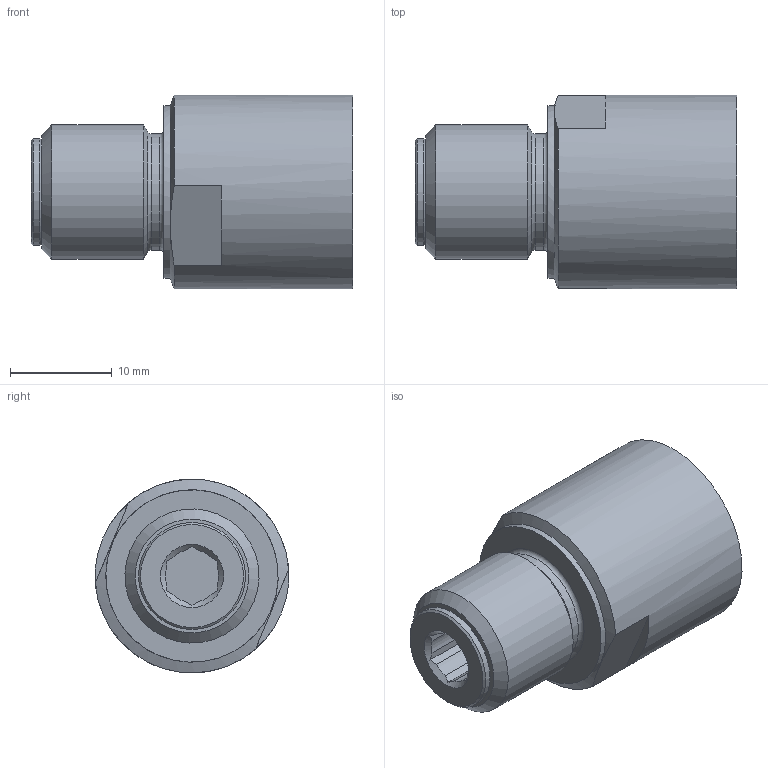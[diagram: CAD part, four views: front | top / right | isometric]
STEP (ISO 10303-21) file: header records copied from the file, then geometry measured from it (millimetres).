
FILE_DESCRIPTION(/* description */ ('Unknown'),/* implementation_level */ '2;1');
FILE_NAME(/* name */ '200032604_Chemieansaugfilter_m_RSV_o_PN_2024_11_18',/* time_stamp */ '2024-11-18T11:26:44+01:00',/* author */ ('Unknown'),/* organization */ ('Unknown'),/* preprocessor_version */ 'ST-DEVELOPER v18.104',/* originating_system */ 'Solid Edge',/* authorisation */ 'Unknown');
FILE_SCHEMA (('AUTOMOTIVE_DESIGN {1 0 10303 214 3 1 1}'));
Length unit declared in the file: millimetre
Products named in the file (1): 200032604_Chemieansaugfilter_m_RSV_o_PN_2024_11_18
Bounding box: 31.5 x 18.98 x 18.99 mm (x, y, z)
Volume: 6165.4 mm3; surface area: 2792.4 mm2
Topology: 1 solids, 1 shells, 323 faces, 827 edges, 549 vertices
Faces by surface type: plane 301, cylinder 14, cone 6, torus 2
Full cylindrical faces by diameter (mm): 10.5 x1, 11.4 x1, 13.157 x1, 15.6 x1, 16.9 x1, 17.7 x1, 18.2 x1, 19 x1
Entity records: 11825 total; most frequent: CARTESIAN_POINT 1718, ORIENTED_EDGE 1612, DIRECTION 1524, EDGE_CURVE 806, LINE 708, VECTOR 708, VERTEX_POINT 544, AXIS2_PLACEMENT_3D 408
